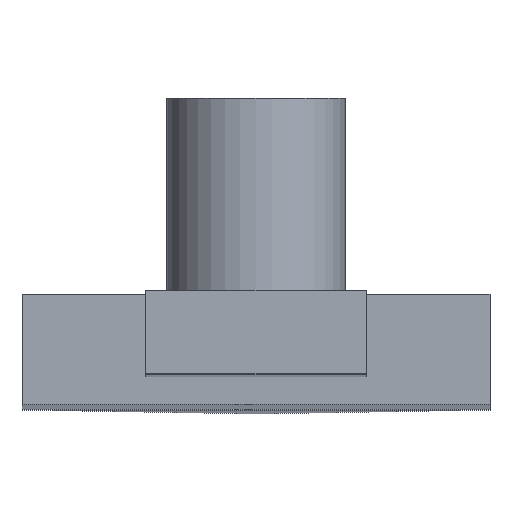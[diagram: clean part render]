
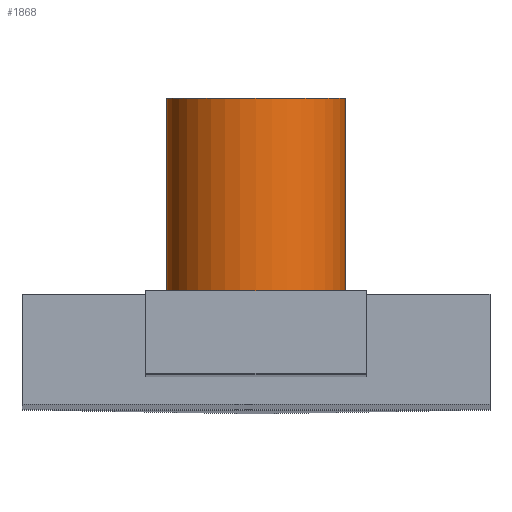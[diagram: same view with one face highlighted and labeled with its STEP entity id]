
A CAD part, top view. The second image highlights one B-rep face of the part: STEP entity #1868.
In plain terms, the highlighted cylindrical face has radius 0.325 mm (diameter 0.65 mm), a full revolution.
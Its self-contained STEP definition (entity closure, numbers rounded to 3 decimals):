
#954 = PLANE('',#955);
#955 = AXIS2_PLACEMENT_3D('',#956,#957,#958);
#956 = CARTESIAN_POINT('',(0.,0.,14.));
#957 = DIRECTION('',(0.,1.,0.));
#958 = DIRECTION('',(0.,0.,1.));
#1428 = EDGE_CURVE('',#1429,#1429,#1431,.T.);
#1429 = VERTEX_POINT('',#1430);
#1430 = CARTESIAN_POINT('',(0.325,0.,27.));
#1431 = SURFACE_CURVE('',#1432,(#1437,#1448),.PCURVE_S1.);
#1432 = CIRCLE('',#1433,0.325);
#1433 = AXIS2_PLACEMENT_3D('',#1434,#1435,#1436);
#1434 = CARTESIAN_POINT('',(0.,0.,27.));
#1435 = DIRECTION('',(0.,-1.,0.));
#1436 = DIRECTION('',(1.,0.,0.));
#1437 = PCURVE('',#954,#1438);
#1438 = DEFINITIONAL_REPRESENTATION('',(#1439),#1447);
#1439 = ( BOUNDED_CURVE() B_SPLINE_CURVE(2,(#1440,#1441,#1442,#1443,
#1444,#1445,#1446),.UNSPECIFIED.,.T.,.F.) B_SPLINE_CURVE_WITH_KNOTS((1,2
    ,2,2,2,1),(-2.094,0.,2.094,4.189,
6.283,8.378),.UNSPECIFIED.) CURVE() 
GEOMETRIC_REPRESENTATION_ITEM() RATIONAL_B_SPLINE_CURVE((1.,0.5,1.,0.5,
1.,0.5,1.)) REPRESENTATION_ITEM('') );
#1440 = CARTESIAN_POINT('',(13.,0.325));
#1441 = CARTESIAN_POINT('',(13.563,0.325));
#1442 = CARTESIAN_POINT('',(13.281,-0.163));
#1443 = CARTESIAN_POINT('',(13.,-0.65));
#1444 = CARTESIAN_POINT('',(12.719,-0.163));
#1445 = CARTESIAN_POINT('',(12.437,0.325));
#1446 = CARTESIAN_POINT('',(13.,0.325));
#1447 = ( GEOMETRIC_REPRESENTATION_CONTEXT(2) 
PARAMETRIC_REPRESENTATION_CONTEXT() REPRESENTATION_CONTEXT('2D SPACE',''
  ) );
#1448 = PCURVE('',#1449,#1454);
#1449 = CYLINDRICAL_SURFACE('',#1450,0.325);
#1450 = AXIS2_PLACEMENT_3D('',#1451,#1452,#1453);
#1451 = CARTESIAN_POINT('',(0.,0.,27.));
#1452 = DIRECTION('',(0.,-1.,0.));
#1453 = DIRECTION('',(1.,0.,0.));
#1454 = DEFINITIONAL_REPRESENTATION('',(#1455),#1459);
#1455 = LINE('',#1456,#1457);
#1456 = CARTESIAN_POINT('',(0.,0.));
#1457 = VECTOR('',#1458,1.);
#1458 = DIRECTION('',(1.,0.));
#1459 = ( GEOMETRIC_REPRESENTATION_CONTEXT(2) 
PARAMETRIC_REPRESENTATION_CONTEXT() REPRESENTATION_CONTEXT('2D SPACE',''
  ) );
#1868 = ADVANCED_FACE('',(#1869),#1449,.T.);
#1869 = FACE_BOUND('',#1870,.T.);
#1870 = EDGE_LOOP('',(#1871,#1894,#1925,#1926));
#1871 = ORIENTED_EDGE('',*,*,#1872,.T.);
#1872 = EDGE_CURVE('',#1429,#1873,#1875,.T.);
#1873 = VERTEX_POINT('',#1874);
#1874 = CARTESIAN_POINT('',(0.325,0.7,27.));
#1875 = SEAM_CURVE('',#1876,(#1880,#1887),.PCURVE_S1.);
#1876 = LINE('',#1877,#1878);
#1877 = CARTESIAN_POINT('',(0.325,0.,27.));
#1878 = VECTOR('',#1879,1.);
#1879 = DIRECTION('',(0.,1.,0.));
#1880 = PCURVE('',#1449,#1881);
#1881 = DEFINITIONAL_REPRESENTATION('',(#1882),#1886);
#1882 = LINE('',#1883,#1884);
#1883 = CARTESIAN_POINT('',(0.,0.));
#1884 = VECTOR('',#1885,1.);
#1885 = DIRECTION('',(0.,-1.));
#1886 = ( GEOMETRIC_REPRESENTATION_CONTEXT(2) 
PARAMETRIC_REPRESENTATION_CONTEXT() REPRESENTATION_CONTEXT('2D SPACE',''
  ) );
#1887 = PCURVE('',#1449,#1888);
#1888 = DEFINITIONAL_REPRESENTATION('',(#1889),#1893);
#1889 = LINE('',#1890,#1891);
#1890 = CARTESIAN_POINT('',(6.283,0.));
#1891 = VECTOR('',#1892,1.);
#1892 = DIRECTION('',(0.,-1.));
#1893 = ( GEOMETRIC_REPRESENTATION_CONTEXT(2) 
PARAMETRIC_REPRESENTATION_CONTEXT() REPRESENTATION_CONTEXT('2D SPACE',''
  ) );
#1894 = ORIENTED_EDGE('',*,*,#1895,.T.);
#1895 = EDGE_CURVE('',#1873,#1873,#1896,.T.);
#1896 = SURFACE_CURVE('',#1897,(#1902,#1909),.PCURVE_S1.);
#1897 = CIRCLE('',#1898,0.325);
#1898 = AXIS2_PLACEMENT_3D('',#1899,#1900,#1901);
#1899 = CARTESIAN_POINT('',(0.,0.7,27.));
#1900 = DIRECTION('',(0.,-1.,0.));
#1901 = DIRECTION('',(1.,0.,0.));
#1902 = PCURVE('',#1449,#1903);
#1903 = DEFINITIONAL_REPRESENTATION('',(#1904),#1908);
#1904 = LINE('',#1905,#1906);
#1905 = CARTESIAN_POINT('',(0.,-0.7));
#1906 = VECTOR('',#1907,1.);
#1907 = DIRECTION('',(1.,0.));
#1908 = ( GEOMETRIC_REPRESENTATION_CONTEXT(2) 
PARAMETRIC_REPRESENTATION_CONTEXT() REPRESENTATION_CONTEXT('2D SPACE',''
  ) );
#1909 = PCURVE('',#1910,#1915);
#1910 = PLANE('',#1911);
#1911 = AXIS2_PLACEMENT_3D('',#1912,#1913,#1914);
#1912 = CARTESIAN_POINT('',(0.,0.7,27.));
#1913 = DIRECTION('',(0.,1.,0.));
#1914 = DIRECTION('',(0.,0.,1.));
#1915 = DEFINITIONAL_REPRESENTATION('',(#1916),#1924);
#1916 = ( BOUNDED_CURVE() B_SPLINE_CURVE(2,(#1917,#1918,#1919,#1920,
#1921,#1922,#1923),.UNSPECIFIED.,.T.,.F.) B_SPLINE_CURVE_WITH_KNOTS((1,2
    ,2,2,2,1),(-2.094,0.,2.094,4.189,
6.283,8.378),.UNSPECIFIED.) CURVE() 
GEOMETRIC_REPRESENTATION_ITEM() RATIONAL_B_SPLINE_CURVE((1.,0.5,1.,0.5,
1.,0.5,1.)) REPRESENTATION_ITEM('') );
#1917 = CARTESIAN_POINT('',(0.,0.325));
#1918 = CARTESIAN_POINT('',(0.563,0.325));
#1919 = CARTESIAN_POINT('',(0.281,-0.163));
#1920 = CARTESIAN_POINT('',(0.,-0.65));
#1921 = CARTESIAN_POINT('',(-0.281,-0.163));
#1922 = CARTESIAN_POINT('',(-0.563,0.325));
#1923 = CARTESIAN_POINT('',(0.,0.325));
#1924 = ( GEOMETRIC_REPRESENTATION_CONTEXT(2) 
PARAMETRIC_REPRESENTATION_CONTEXT() REPRESENTATION_CONTEXT('2D SPACE',''
  ) );
#1925 = ORIENTED_EDGE('',*,*,#1872,.F.);
#1926 = ORIENTED_EDGE('',*,*,#1428,.F.);
